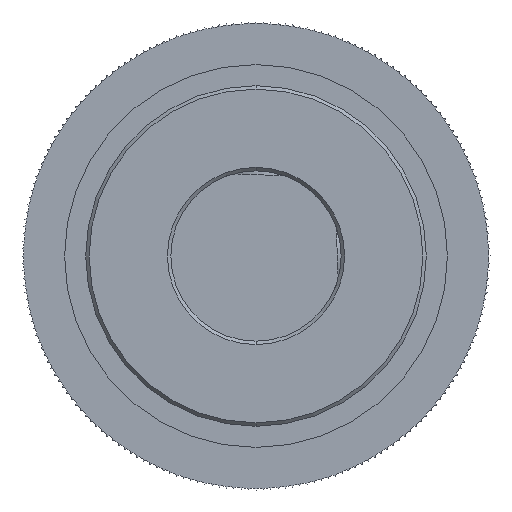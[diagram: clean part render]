
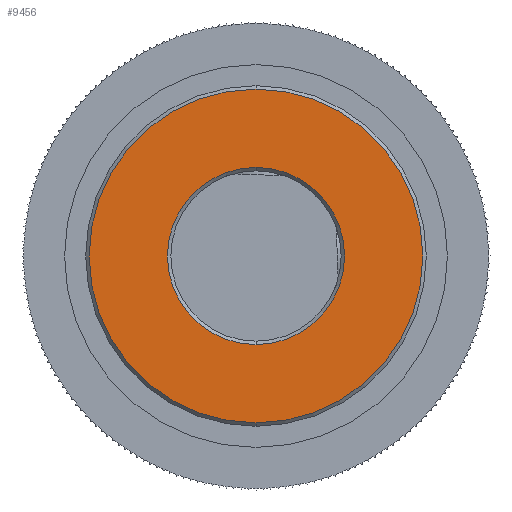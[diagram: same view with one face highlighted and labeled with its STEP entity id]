
A CAD part, front view. The second image highlights one B-rep face of the part: STEP entity #9456.
In plain terms, the highlighted planar face has unit normal (0, -1, 0).
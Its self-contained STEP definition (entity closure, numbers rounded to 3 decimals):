
#3386 = VERTEX_POINT ( 'NONE', #25442 ) ;
#3388 = EDGE_CURVE ( 'NONE', #3386, #3389, #25441, .T. ) ;
#3389 = VERTEX_POINT ( 'NONE', #25436 ) ;
#3395 = EDGE_CURVE ( 'NONE', #3452, #3453, #25468, .T. ) ;
#3452 = VERTEX_POINT ( 'NONE', #25624 ) ;
#3453 = VERTEX_POINT ( 'NONE', #25623 ) ;
#9456 = ADVANCED_FACE ( 'NONE', ( #41074, #41073 ), #41057, .T. ) ;
#9457 = EDGE_LOOP ( 'NONE', ( #9458, #9459 ) ) ;
#9458 = ORIENTED_EDGE ( 'NONE', *, *, #9479, .T. ) ;
#9459 = ORIENTED_EDGE ( 'NONE', *, *, #3395, .T. ) ;
#9460 = EDGE_LOOP ( 'NONE', ( #9461, #9463 ) ) ;
#9461 = ORIENTED_EDGE ( 'NONE', *, *, #9462, .F. ) ;
#9462 = EDGE_CURVE ( 'NONE', #3389, #3386, #41050, .T. ) ;
#9463 = ORIENTED_EDGE ( 'NONE', *, *, #3388, .F. ) ;
#9479 = EDGE_CURVE ( 'NONE', #3453, #3452, #41156, .T. ) ;
#25436 = CARTESIAN_POINT ( 'NONE',  ( 2.522, -6.183, -4.336 ) ) ;
#25437 = DIRECTION ( 'NONE',  ( 0., 0., -1. ) ) ;
#25438 = DIRECTION ( 'NONE',  ( 0., -1., 0. ) ) ;
#25439 = CARTESIAN_POINT ( 'NONE',  ( 2.522, -6.183, -1.034 ) ) ;
#25440 = AXIS2_PLACEMENT_3D ( 'NONE', #25439, #25438, #25437 ) ;
#25441 = CIRCLE ( 'NONE', #25440, 3.302 ) ;
#25442 = CARTESIAN_POINT ( 'NONE',  ( 2.522, -6.183, 2.268 ) ) ;
#25465 = DIRECTION ( 'NONE',  ( 0., 0., -1. ) ) ;
#25466 = DIRECTION ( 'NONE',  ( 0., -1., 0. ) ) ;
#25467 = AXIS2_PLACEMENT_3D ( 'NONE', #25473, #25466, #25465 ) ;
#25468 = CIRCLE ( 'NONE', #25467, 6.223 ) ;
#25473 = CARTESIAN_POINT ( 'NONE',  ( 2.522, -6.183, -1.034 ) ) ;
#25623 = CARTESIAN_POINT ( 'NONE',  ( 2.522, -6.183, 5.189 ) ) ;
#25624 = CARTESIAN_POINT ( 'NONE',  ( 2.522, -6.183, -7.257 ) ) ;
#41045 = DIRECTION ( 'NONE',  ( 0., 0., -1. ) ) ;
#41047 = DIRECTION ( 'NONE',  ( 0., -1., 0. ) ) ;
#41048 = CARTESIAN_POINT ( 'NONE',  ( 2.522, -6.183, -1.034 ) ) ;
#41049 = AXIS2_PLACEMENT_3D ( 'NONE', #41048, #41047, #41045 ) ;
#41050 = CIRCLE ( 'NONE', #41049, 3.302 ) ;
#41053 = DIRECTION ( 'NONE',  ( 0., 0., -1. ) ) ;
#41054 = DIRECTION ( 'NONE',  ( 0., -1., 0. ) ) ;
#41055 = CARTESIAN_POINT ( 'NONE',  ( 8.745, -6.183, -1.034 ) ) ;
#41056 = AXIS2_PLACEMENT_3D ( 'NONE', #41055, #41054, #41053 ) ;
#41057 = PLANE ( 'NONE',  #41056 ) ;
#41073 = FACE_BOUND ( 'NONE', #9460, .T. ) ;
#41074 = FACE_OUTER_BOUND ( 'NONE', #9457, .T. ) ;
#41153 = DIRECTION ( 'NONE',  ( 0., 0., -1. ) ) ;
#41154 = DIRECTION ( 'NONE',  ( 0., -1., 0. ) ) ;
#41155 = AXIS2_PLACEMENT_3D ( 'NONE', #41161, #41154, #41153 ) ;
#41156 = CIRCLE ( 'NONE', #41155, 6.223 ) ;
#41161 = CARTESIAN_POINT ( 'NONE',  ( 2.522, -6.183, -1.034 ) ) ;
